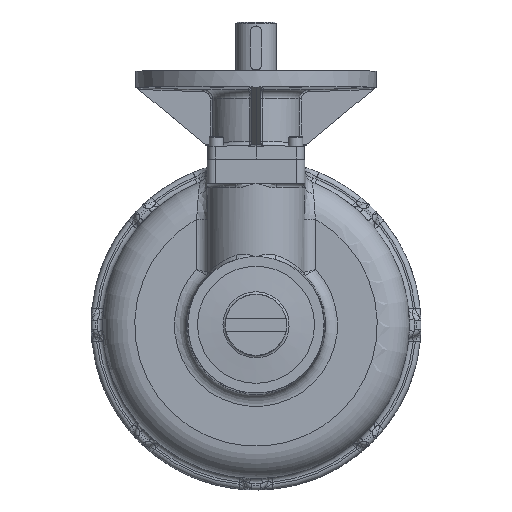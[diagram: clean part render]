
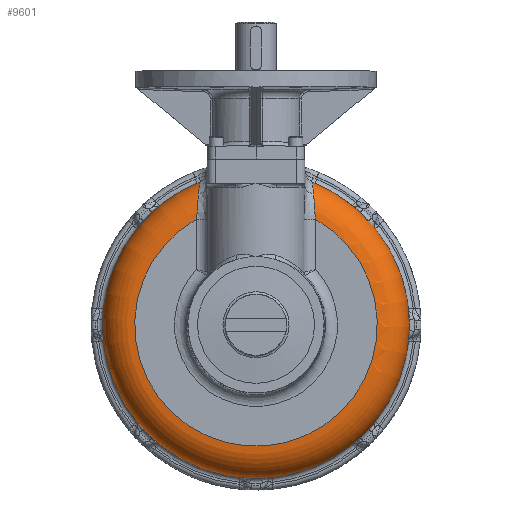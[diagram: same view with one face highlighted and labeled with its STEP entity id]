
A CAD part, top view. The second image highlights one B-rep face of the part: STEP entity #9601.
In plain terms, the highlighted toroidal (fillet/blend) face has major radius 151.5 mm and minor radius 40 mm.
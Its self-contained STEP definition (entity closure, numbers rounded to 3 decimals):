
#313=TOROIDAL_SURFACE('',#14211,151.5,40.);
#647=B_SPLINE_CURVE_WITH_KNOTS('',3,(#34032,#34033,#34034,#34035,#34036,
#34037,#34038,#34039),.UNSPECIFIED.,.F.,.F.,(4,1,1,1,1,4),(0.035,
0.043,0.048,0.052,0.06,
0.068),.UNSPECIFIED.);
#650=B_SPLINE_CURVE_WITH_KNOTS('',3,(#34125,#34126,#34127,#34128,#34129,
#34130,#34131),.UNSPECIFIED.,.F.,.F.,(4,1,1,1,4),(0.,0.008,
0.017,0.025,0.034),.UNSPECIFIED.);
#653=B_SPLINE_CURVE_WITH_KNOTS('',3,(#34229,#34230,#34231,#34232,#34233,
#34234,#34235,#34236),.UNSPECIFIED.,.F.,.F.,(4,1,1,1,1,4),(0.,0.009,
0.013,0.017,0.026,0.034),
 .UNSPECIFIED.);
#655=B_SPLINE_CURVE_WITH_KNOTS('',3,(#34358,#34359,#34360,#34361,#34362,
#34363,#34364,#34365,#34366),.UNSPECIFIED.,.F.,.F.,(4,1,1,1,1,1,4),(0.,
0.008,0.013,0.017,0.021,
0.025,0.034),.UNSPECIFIED.);
#4283=ORIENTED_EDGE('',*,*,#5859,.F.);
#4284=ORIENTED_EDGE('',*,*,#5835,.T.);
#4285=ORIENTED_EDGE('',*,*,#5831,.T.);
#4286=ORIENTED_EDGE('',*,*,#5860,.F.);
#4287=ORIENTED_EDGE('',*,*,#5849,.T.);
#4288=ORIENTED_EDGE('',*,*,#5846,.T.);
#5831=EDGE_CURVE('',#6778,#6776,#647,.T.);
#5835=EDGE_CURVE('',#6780,#6778,#650,.T.);
#5846=EDGE_CURVE('',#6784,#6783,#653,.T.);
#5849=EDGE_CURVE('',#6786,#6784,#655,.T.);
#5859=EDGE_CURVE('',#6780,#6783,#7387,.T.);
#5860=EDGE_CURVE('',#6786,#6776,#7388,.F.);
#6776=VERTEX_POINT('',#33935);
#6778=VERTEX_POINT('',#34021);
#6780=VERTEX_POINT('',#34111);
#6783=VERTEX_POINT('',#34142);
#6784=VERTEX_POINT('',#34215);
#6786=VERTEX_POINT('',#34346);
#7387=CIRCLE('',#14212,151.5);
#7388=CIRCLE('',#14213,191.5);
#8112=EDGE_LOOP('',(#4283,#4284,#4285,#4286,#4287,#4288));
#8857=FACE_BOUND('',#8112,.T.);
#9601=ADVANCED_FACE('',(#8857),#313,.T.);
#14211=AXIS2_PLACEMENT_3D('',#34465,#16952,#16953);
#14212=AXIS2_PLACEMENT_3D('',#34466,#16954,#16955);
#14213=AXIS2_PLACEMENT_3D('',#34467,#16956,#16957);
#16952=DIRECTION('',(0.,0.,1.));
#16953=DIRECTION('',(-1.,0.,0.));
#16954=DIRECTION('',(0.,0.,1.));
#16955=DIRECTION('',(-1.,0.,0.));
#16956=DIRECTION('',(0.,0.,1.));
#16957=DIRECTION('',(-1.,0.,0.));
#33935=CARTESIAN_POINT('',(-70.479,-3.916,-40.3));
#34021=CARTESIAN_POINT('',(-71.894,-18.352,-10.991));
#34032=CARTESIAN_POINT('',(-71.894,-18.352,-10.991));
#34033=CARTESIAN_POINT('',(-71.661,-16.151,-12.776));
#34034=CARTESIAN_POINT('',(-71.359,-13.172,-15.734));
#34035=CARTESIAN_POINT('',(-71.036,-9.87,-20.24));
#34036=CARTESIAN_POINT('',(-70.765,-7.027,-25.187));
#34037=CARTESIAN_POINT('',(-70.542,-4.612,-31.752));
#34038=CARTESIAN_POINT('',(-70.479,-3.916,-37.45));
#34039=CARTESIAN_POINT('',(-70.479,-3.916,-40.3));
#34111=CARTESIAN_POINT('',(-74.565,-50.095,-0.3));
#34125=CARTESIAN_POINT('',(-74.565,-50.095,-0.3));
#34126=CARTESIAN_POINT('',(-74.145,-47.244,-0.3));
#34127=CARTESIAN_POINT('',(-73.45,-41.599,-0.688));
#34128=CARTESIAN_POINT('',(-72.815,-33.338,-2.572));
#34129=CARTESIAN_POINT('',(-72.429,-25.33,-5.993));
#34130=CARTESIAN_POINT('',(-72.13,-20.591,-9.175));
#34131=CARTESIAN_POINT('',(-71.894,-18.352,-10.991));
#34142=CARTESIAN_POINT('',(74.565,-50.095,-0.3));
#34215=CARTESIAN_POINT('',(71.894,-18.352,-10.991));
#34229=CARTESIAN_POINT('',(71.894,-18.352,-10.991));
#34230=CARTESIAN_POINT('',(72.129,-20.584,-9.181));
#34231=CARTESIAN_POINT('',(72.354,-24.133,-6.804));
#34232=CARTESIAN_POINT('',(72.616,-29.24,-4.318));
#34233=CARTESIAN_POINT('',(72.916,-34.634,-2.283));
#34234=CARTESIAN_POINT('',(73.444,-41.555,-0.69));
#34235=CARTESIAN_POINT('',(74.145,-47.248,-0.3));
#34236=CARTESIAN_POINT('',(74.565,-50.095,-0.3));
#34346=CARTESIAN_POINT('',(70.479,-3.916,-40.3));
#34358=CARTESIAN_POINT('',(70.479,-3.916,-40.3));
#34359=CARTESIAN_POINT('',(70.479,-3.916,-37.454));
#34360=CARTESIAN_POINT('',(70.524,-4.414,-33.281));
#34361=CARTESIAN_POINT('',(70.675,-6.052,-27.841));
#34362=CARTESIAN_POINT('',(70.833,-7.737,-23.954));
#34363=CARTESIAN_POINT('',(71.032,-9.825,-20.31));
#34364=CARTESIAN_POINT('',(71.359,-13.177,-15.717));
#34365=CARTESIAN_POINT('',(71.663,-16.171,-12.76));
#34366=CARTESIAN_POINT('',(71.894,-18.352,-10.991));
#34465=CARTESIAN_POINT('',(0.,-181.975,-40.3));
#34466=CARTESIAN_POINT('',(0.,-181.975,-0.3));
#34467=CARTESIAN_POINT('',(0.,-181.975,-40.3));
